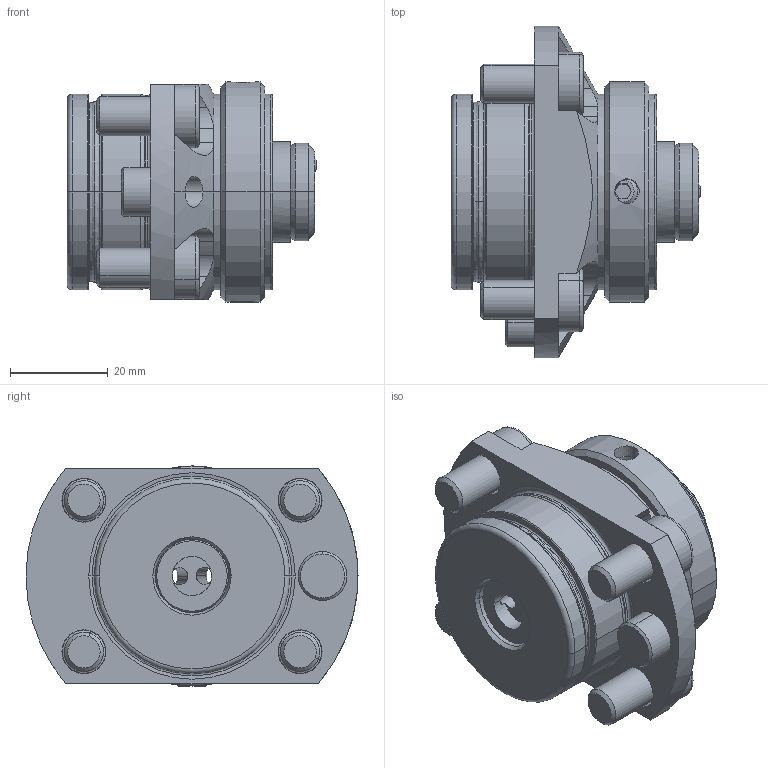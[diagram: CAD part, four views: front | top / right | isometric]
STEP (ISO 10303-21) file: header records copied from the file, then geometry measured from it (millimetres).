
FILE_DESCRIPTION (( 'STEP AP203' ), '1' );
FILE_NAME ('U40-HA4.001.025.STEP', '2012-09-14T05:37:13', ( 'SwiAdmin' ), ( '' ), 'SwSTEP 2.0', 'SolidWorks 2012', '' );
FILE_SCHEMA (( 'CONFIG_CONTROL_DESIGN' ));
Length unit declared in the file: millimetre
Products named in the file (15): U40-HA4.001.025; U40-ER1.010.012_A; DIN 3771 - 33x2; DIN 7984 - M8 x 25; ISO 2338 - 3 h8 x 12_PreviewCfg; HA4-ER2.002.005; HA4-ER3.003.009; HA4-ER1.001.000; Stift; Spindel; Backe; Dichtung; DIN 3771 - 12x1.5; GrundkörperHSK40; U40-HA4.001.025_D
Assembly tree (18 placements, depth 3):
  U40-HA4.001.025
    U40-HA4.001.025_D
    HA4-ER1.001.000
      GrundkörperHSK40
      DIN 3771 - 12x1.5
      Dichtung
      Backe  x2
      Spindel
      Stift
    HA4-ER3.003.009
    HA4-ER2.002.005
    ISO 2338 - 3 h8 x 12_PreviewCfg
    DIN 7984 - M8 x 25  x4
    DIN 3771 - 33x2
    U40-ER1.010.012_A
Bounding box: 51.05 x 67.9 x 45 mm (x, y, z)
Volume: 62411.7 mm3; surface area: 31231.3 mm2
Topology: 17 solids, 17 shells, 506 faces, 1209 edges, 739 vertices
Faces by surface type: plane 180, cylinder 175, cone 90, torus 53, bspline 8
Entity records: 15619 total; most frequent: CARTESIAN_POINT 3997, DIRECTION 2196, ORIENTED_EDGE 2014, EDGE_CURVE 1007, AXIS2_PLACEMENT_3D 899, VERTEX_POINT 628, EDGE_LOOP 473, CIRCLE 468
